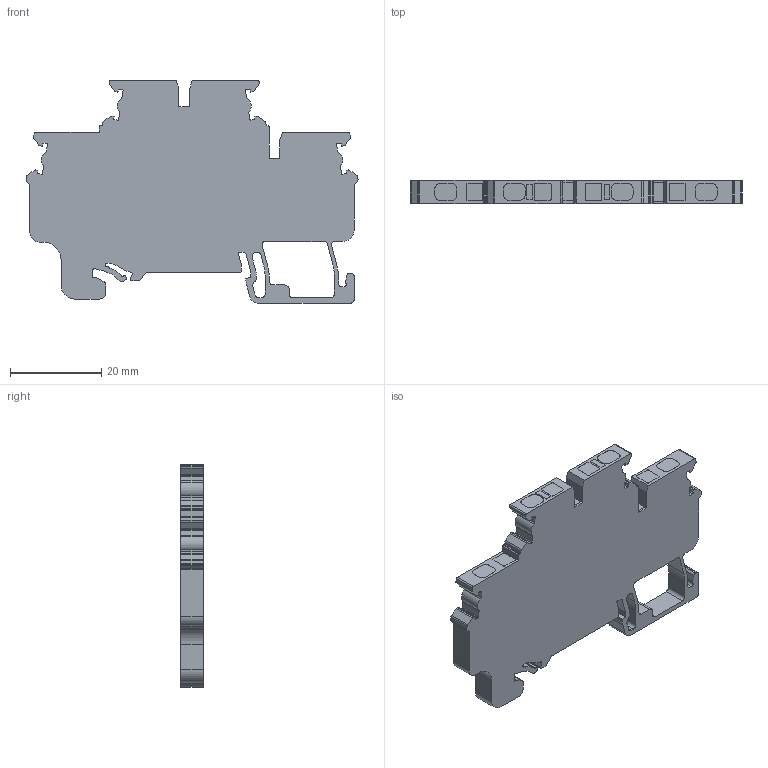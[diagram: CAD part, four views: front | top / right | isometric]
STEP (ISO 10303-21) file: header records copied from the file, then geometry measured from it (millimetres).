
FILE_DESCRIPTION (( 'STEP AP214' ), '1' );
FILE_NAME ('CXDL2.5BU.STEP', '2024-11-20T10:30:11', ( '' ), ( '' ), 'SwSTEP 2.0', 'SolidWorks 2022', '' );
FILE_SCHEMA (( 'AUTOMOTIVE_DESIGN' ));
Length unit declared in the file: millimetre
Products named in the file (1): CXDL2.5BU
Bounding box: 72.7 x 5 x 48.7 mm (x, y, z)
Volume: 11987.4 mm3; surface area: 6843.3 mm2
Topology: 1 solids, 1 shells, 354 faces, 1026 edges, 684 vertices
Faces by surface type: plane 187, cylinder 167
Entity records: 11918 total; most frequent: DIRECTION 2070, CARTESIAN_POINT 2065, ORIENTED_EDGE 2052, EDGE_CURVE 1026, LINE 692, VECTOR 692, AXIS2_PLACEMENT_3D 689, VERTEX_POINT 684
